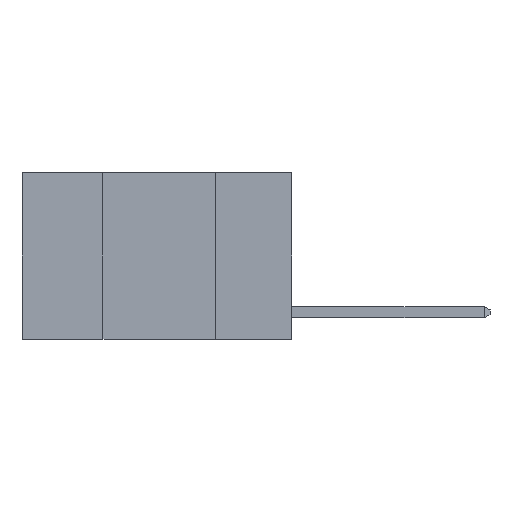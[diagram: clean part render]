
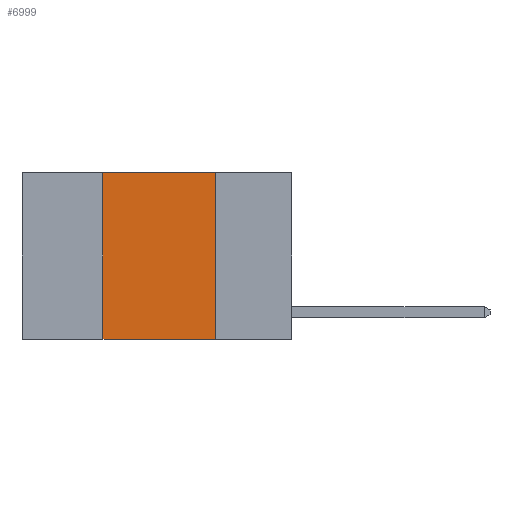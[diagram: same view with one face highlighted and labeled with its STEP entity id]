
A CAD part, left-side view. The second image highlights one B-rep face of the part: STEP entity #6999.
In plain terms, the highlighted planar face has unit normal (-1, 0, 0).
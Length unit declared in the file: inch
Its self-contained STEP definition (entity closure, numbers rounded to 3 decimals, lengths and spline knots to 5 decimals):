
#884 = VECTOR ( 'NONE', #2946, 39.37008 ) ;
#1228 = VERTEX_POINT ( 'NONE', #1511 ) ;
#1511 = CARTESIAN_POINT ( 'NONE',  ( 0., 0.42, -0.37 ) ) ;
#1947 = VERTEX_POINT ( 'NONE', #2473 ) ;
#2196 = EDGE_CURVE ( 'NONE', #1228, #8128, #2568, .T. ) ;
#2292 = VECTOR ( 'NONE', #4602, 39.37008 ) ;
#2473 = CARTESIAN_POINT ( 'NONE',  ( 0., 0.17, 0. ) ) ;
#2479 = CARTESIAN_POINT ( 'NONE',  ( 0., 0.17, -0.37 ) ) ;
#2520 = LINE ( 'NONE', #3187, #6972 ) ;
#2568 = LINE ( 'NONE', #3693, #2292 ) ;
#2768 = EDGE_CURVE ( 'NONE', #8128, #1947, #5059, .T. ) ;
#2946 = DIRECTION ( 'NONE',  ( 0., -1., 0. ) ) ;
#3142 = PLANE ( 'NONE',  #4984 ) ;
#3187 = CARTESIAN_POINT ( 'NONE',  ( 0., 0.6, -0.37 ) ) ;
#3578 = FACE_OUTER_BOUND ( 'NONE', #8681, .T. ) ;
#3693 = CARTESIAN_POINT ( 'NONE',  ( 0., 0.42, 0. ) ) ;
#3751 = VERTEX_POINT ( 'NONE', #2479 ) ;
#4028 = DIRECTION ( 'NONE',  ( 1., 0., 0. ) ) ;
#4086 = DIRECTION ( 'NONE',  ( 0., -1., 0. ) ) ;
#4100 = DIRECTION ( 'NONE',  ( 0., 0., -1. ) ) ;
#4273 = EDGE_CURVE ( 'NONE', #1228, #3751, #2520, .T. ) ;
#4386 = ORIENTED_EDGE ( 'NONE', *, *, #2768, .F. ) ;
#4602 = DIRECTION ( 'NONE',  ( 0., 0., 1. ) ) ;
#4984 = AXIS2_PLACEMENT_3D ( 'NONE', #6701, #4028, #10139 ) ;
#5059 = LINE ( 'NONE', #8241, #884 ) ;
#5290 = ORIENTED_EDGE ( 'NONE', *, *, #4273, .T. ) ;
#5780 = EDGE_CURVE ( 'NONE', #1947, #3751, #9875, .T. ) ;
#6701 = CARTESIAN_POINT ( 'NONE',  ( 0., 0.6, 0. ) ) ;
#6972 = VECTOR ( 'NONE', #4086, 39.37008 ) ;
#6999 = ADVANCED_FACE ( 'NONE', ( #3578 ), #3142, .F. ) ;
#7332 = VECTOR ( 'NONE', #4100, 39.37008 ) ;
#8128 = VERTEX_POINT ( 'NONE', #8290 ) ;
#8241 = CARTESIAN_POINT ( 'NONE',  ( 0., 0.6, 0. ) ) ;
#8290 = CARTESIAN_POINT ( 'NONE',  ( 0., 0.42, 0. ) ) ;
#8471 = CARTESIAN_POINT ( 'NONE',  ( 0., 0.17, 0. ) ) ;
#8681 = EDGE_LOOP ( 'NONE', ( #11043, #4386, #9085, #5290 ) ) ;
#9085 = ORIENTED_EDGE ( 'NONE', *, *, #2196, .F. ) ;
#9875 = LINE ( 'NONE', #8471, #7332 ) ;
#10139 = DIRECTION ( 'NONE',  ( 0., 0., -1. ) ) ;
#11043 = ORIENTED_EDGE ( 'NONE', *, *, #5780, .F. ) ;
